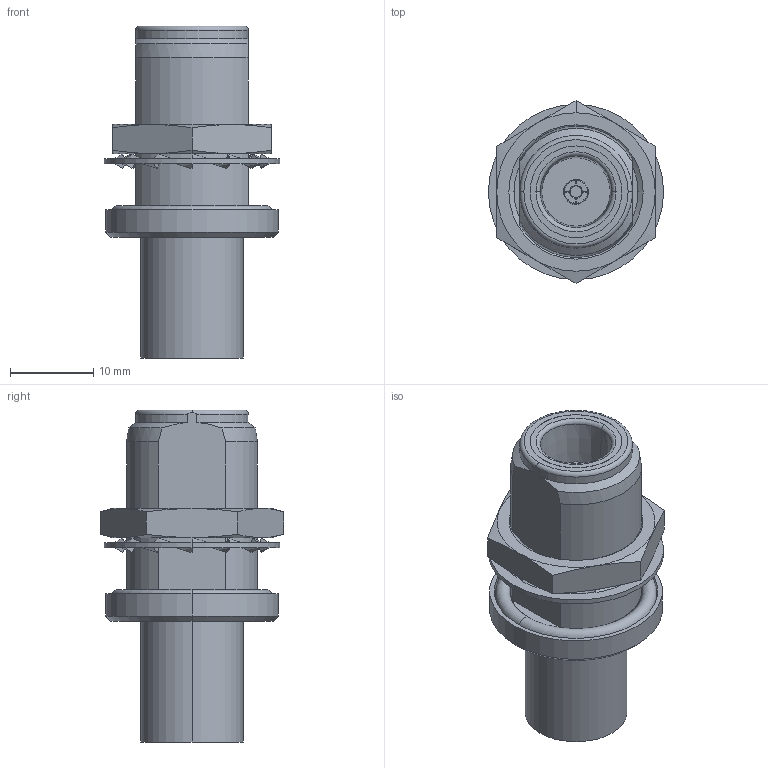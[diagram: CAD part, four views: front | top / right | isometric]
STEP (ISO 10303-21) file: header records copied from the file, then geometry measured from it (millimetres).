
FILE_DESCRIPTION (( 'STEP AP214' ), '1' );
FILE_NAME ('J01021A0060.STEP', '2018-07-13T06:30:08', ( '' ), ( '' ), 'SwSTEP 2.0', 'SolidWorks 2017', '' );
FILE_SCHEMA (( 'AUTOMOTIVE_DESIGN' ));
Length unit declared in the file: millimetre
Products named in the file (1): J01021A0060
Bounding box: 21 x 21.94 x 39.8 mm (x, y, z)
Volume: 6049.4 mm3; surface area: 4814 mm2
Topology: 3 solids, 4 shells, 182 faces, 444 edges, 278 vertices
Faces by surface type: plane 60, cone 40, cylinder 38, bspline 36, torus 8
Entity records: 8114 total; most frequent: CARTESIAN_POINT 2129, ORIENTED_EDGE 888, DIRECTION 712, EDGE_CURVE 444, VERTEX_POINT 278, AXIS2_PLACEMENT_3D 273, EDGE_LOOP 200, UNCERTAINTY_MEASURE_WITH_UNIT 183
